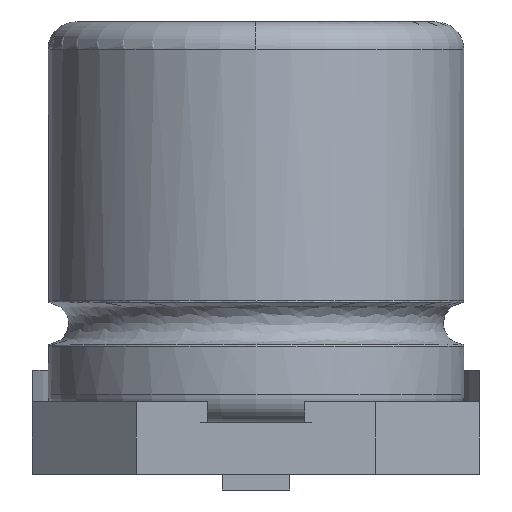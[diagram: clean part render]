
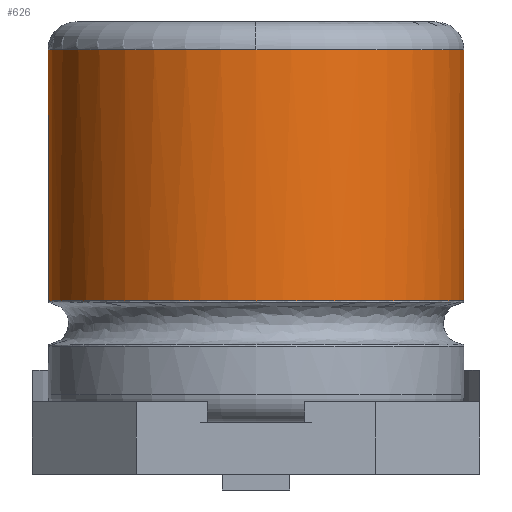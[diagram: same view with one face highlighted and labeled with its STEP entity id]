
A CAD part, left-side view. The second image highlights one B-rep face of the part: STEP entity #626.
In plain terms, the highlighted cylindrical face has radius 2 mm (diameter 4 mm), a full revolution.
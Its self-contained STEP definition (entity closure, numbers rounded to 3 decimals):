
#13=DIRECTION('',(0.,0.,1.));
#28=VECTOR('',#13,1.);
#34=DIRECTION('',(0.,0.,-1.));
#35=DIRECTION('',(-1.,0.,0.));
#411=VERTEX_POINT('',#412);
#412=CARTESIAN_POINT('',(-2.,0.,1.819));
#415=ORIENTED_EDGE('',*,*,#416,.T.);
#416=EDGE_CURVE('',#411,#411,#417,.T.);
#417=( BOUNDED_CURVE() B_SPLINE_CURVE(13,(#412,#418,#419,#420,#421,#422,#423,#424,#425,#426,#427,#428,#429,#430),.UNSPECIFIED.,.T.,.F.) B_SPLINE_CURVE_WITH_KNOTS((14,14),(0.,12.566),.PIECEWISE_BEZIER_KNOTS.) CURVE() GEOMETRIC_REPRESENTATION_ITEM() RATIONAL_B_SPLINE_CURVE((1.,1.,1.,1.,1.,1.,1.,1.,1.,1.,1.,1.,1.,1.)) REPRESENTATION_ITEM('') );
#418=CARTESIAN_POINT('',(-2.,0.953,1.819));
#419=CARTESIAN_POINT('',(-1.508,1.927,1.819));
#420=CARTESIAN_POINT('',(-0.494,2.624,1.819));
#421=CARTESIAN_POINT('',(0.9,2.731,1.819));
#422=CARTESIAN_POINT('',(2.104,1.988,1.819));
#423=CARTESIAN_POINT('',(2.988,0.904,1.819));
#424=CARTESIAN_POINT('',(2.988,-0.904,1.819));
#425=CARTESIAN_POINT('',(2.104,-1.988,1.819));
#426=CARTESIAN_POINT('',(0.9,-2.731,1.819));
#427=CARTESIAN_POINT('',(-0.494,-2.624,1.819));
#428=CARTESIAN_POINT('',(-1.508,-1.927,1.819));
#429=CARTESIAN_POINT('',(-2.,-0.953,1.819));
#430=CARTESIAN_POINT('',(-2.,0.,1.819));
#626=ADVANCED_FACE('',(#627),#653,.T.);
#627=FACE_BOUND('',#628,.F.);
#628=EDGE_LOOP('',(#629,#635,#642,#646,#650,#652,#415));
#629=ORIENTED_EDGE('',*,*,#630,.T.);
#630=EDGE_CURVE('',#411,#631,#633,.T.);
#631=VERTEX_POINT('',#632);
#632=CARTESIAN_POINT('',(-2.,0.,4.233));
#633=LINE('',#634,#28);
#634=CARTESIAN_POINT('',(-2.,0.,1.8));
#635=ORIENTED_EDGE('',*,*,#636,.F.);
#636=EDGE_CURVE('',#637,#631,#639,.T.);
#637=VERTEX_POINT('',#638);
#638=CARTESIAN_POINT('',(0.6,-1.908,4.233));
#639=CIRCLE('',#640,2.);
#640=AXIS2_PLACEMENT_3D('',#641,#34,#35);
#641=CARTESIAN_POINT('',(0.,0.,4.233));
#642=ORIENTED_EDGE('',*,*,#643,.F.);
#643=EDGE_CURVE('',#644,#637,#639,.T.);
#644=VERTEX_POINT('',#645);
#645=CARTESIAN_POINT('',(2.,0.,4.233));
#646=ORIENTED_EDGE('',*,*,#647,.F.);
#647=EDGE_CURVE('',#648,#644,#639,.T.);
#648=VERTEX_POINT('',#649);
#649=CARTESIAN_POINT('',(0.6,1.908,4.233));
#650=ORIENTED_EDGE('',*,*,#651,.F.);
#651=EDGE_CURVE('',#631,#648,#639,.T.);
#652=ORIENTED_EDGE('',*,*,#630,.F.);
#653=CYLINDRICAL_SURFACE('',#654,2.);
#654=AXIS2_PLACEMENT_3D('',#655,#13,#35);
#655=CARTESIAN_POINT('',(0.,0.,1.8));
